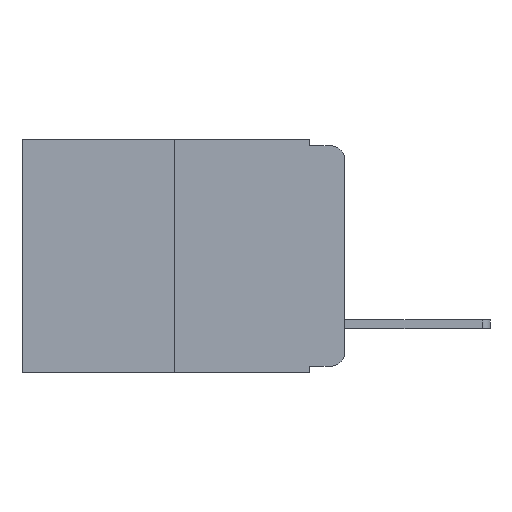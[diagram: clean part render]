
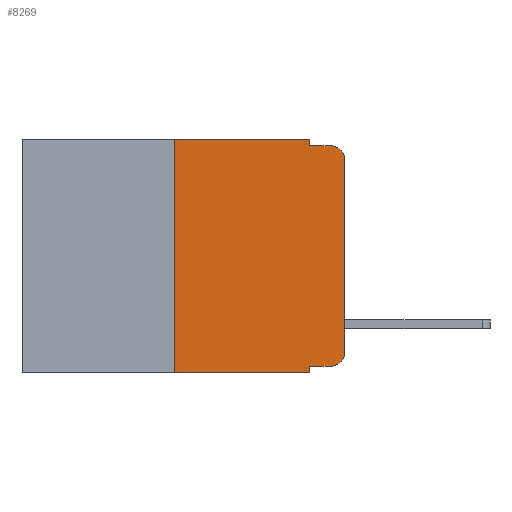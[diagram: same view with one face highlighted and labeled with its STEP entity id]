
A CAD part, left-side view. The second image highlights one B-rep face of the part: STEP entity #8269.
In plain terms, the highlighted planar face has unit normal (-1, 0, 0).
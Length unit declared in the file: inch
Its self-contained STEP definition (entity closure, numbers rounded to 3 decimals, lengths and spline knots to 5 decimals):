
#79 = DIRECTION ( 'NONE',  ( -1., 0., 0. ) ) ;
#296 = EDGE_CURVE ( 'NONE', #7861, #4242, #6747, .T. ) ;
#540 = VECTOR ( 'NONE', #1340, 39.37008 ) ;
#556 = CARTESIAN_POINT ( 'NONE',  ( 0., 0.051, -0.333 ) ) ;
#766 = ORIENTED_EDGE ( 'NONE', *, *, #296, .F. ) ;
#1340 = DIRECTION ( 'NONE',  ( 0., 0., -1. ) ) ;
#1428 = DIRECTION ( 'NONE',  ( 0., -1., 0. ) ) ;
#2382 = CARTESIAN_POINT ( 'NONE',  ( 0., 0.02, -0.333 ) ) ;
#2433 = CARTESIAN_POINT ( 'NONE',  ( 0., 0.051, -0.343 ) ) ;
#2441 = CARTESIAN_POINT ( 'NONE',  ( 0., 0.051, 0. ) ) ;
#2667 = VECTOR ( 'NONE', #3867, 39.37008 ) ;
#2717 = VECTOR ( 'NONE', #15518, 39.37008 ) ;
#2889 = ORIENTED_EDGE ( 'NONE', *, *, #11971, .T. ) ;
#2923 = VERTEX_POINT ( 'NONE', #2441 ) ;
#3079 = VERTEX_POINT ( 'NONE', #11903 ) ;
#3130 = ORIENTED_EDGE ( 'NONE', *, *, #6841, .F. ) ;
#3592 = VECTOR ( 'NONE', #13989, 39.37008 ) ;
#3715 = CARTESIAN_POINT ( 'NONE',  ( 0., 0.473, 0. ) ) ;
#3736 = EDGE_CURVE ( 'NONE', #16036, #13983, #18182, .T. ) ;
#3867 = DIRECTION ( 'NONE',  ( 0., -1., 0. ) ) ;
#4242 = VERTEX_POINT ( 'NONE', #16670 ) ;
#4387 = EDGE_CURVE ( 'NONE', #3079, #4242, #9371, .T. ) ;
#4576 = ORIENTED_EDGE ( 'NONE', *, *, #15853, .T. ) ;
#5019 = AXIS2_PLACEMENT_3D ( 'NONE', #11389, #11233, #12236 ) ;
#5278 = DIRECTION ( 'NONE',  ( 1., 0., 0. ) ) ;
#5919 = LINE ( 'NONE', #18791, #13224 ) ;
#6063 = VERTEX_POINT ( 'NONE', #13112 ) ;
#6215 = LINE ( 'NONE', #14830, #17180 ) ;
#6451 = CARTESIAN_POINT ( 'NONE',  ( 0., 0.473, -0.343 ) ) ;
#6585 = VERTEX_POINT ( 'NONE', #2433 ) ;
#6652 = LINE ( 'NONE', #6451, #13882 ) ;
#6747 = LINE ( 'NONE', #13327, #2667 ) ;
#6758 = CARTESIAN_POINT ( 'NONE',  ( 0., 0.25, -0.343 ) ) ;
#6841 = EDGE_CURVE ( 'NONE', #16036, #6585, #8606, .T. ) ;
#7275 = LINE ( 'NONE', #12693, #2717 ) ;
#7663 = LINE ( 'NONE', #16841, #3592 ) ;
#7861 = VERTEX_POINT ( 'NONE', #17176 ) ;
#8268 = VERTEX_POINT ( 'NONE', #6758 ) ;
#8269 = ADVANCED_FACE ( 'NONE', ( #15027 ), #14016, .F. ) ;
#8289 = EDGE_LOOP ( 'NONE', ( #2889, #15516, #766, #8818, #9270, #10189, #18067, #3130, #14871, #4576 ) ) ;
#8606 = LINE ( 'NONE', #17896, #540 ) ;
#8818 = ORIENTED_EDGE ( 'NONE', *, *, #16416, .F. ) ;
#9151 = CARTESIAN_POINT ( 'NONE',  ( 0., 0.02, -0.313 ) ) ;
#9270 = ORIENTED_EDGE ( 'NONE', *, *, #10325, .F. ) ;
#9371 = CIRCLE ( 'NONE', #5019, 0.02 ) ;
#9389 = EDGE_CURVE ( 'NONE', #8268, #6585, #6652, .T. ) ;
#9474 = CIRCLE ( 'NONE', #17387, 0.02 ) ;
#10189 = ORIENTED_EDGE ( 'NONE', *, *, #15504, .F. ) ;
#10325 = EDGE_CURVE ( 'NONE', #6063, #2923, #5919, .T. ) ;
#10616 = DIRECTION ( 'NONE',  ( 0., 0., -1. ) ) ;
#10767 = DIRECTION ( 'NONE',  ( 0., -1., 0. ) ) ;
#10770 = CARTESIAN_POINT ( 'NONE',  ( 0., 0.051, -0.333 ) ) ;
#11233 = DIRECTION ( 'NONE',  ( -1., 0., 0. ) ) ;
#11389 = CARTESIAN_POINT ( 'NONE',  ( 0., 0.02, -0.03 ) ) ;
#11903 = CARTESIAN_POINT ( 'NONE',  ( 0., 0., -0.03 ) ) ;
#11971 = EDGE_CURVE ( 'NONE', #15829, #3079, #7275, .T. ) ;
#12236 = DIRECTION ( 'NONE',  ( 0., 0., -1. ) ) ;
#12255 = DIRECTION ( 'NONE',  ( 0., -1., 0. ) ) ;
#12693 = CARTESIAN_POINT ( 'NONE',  ( 0., 0., 0. ) ) ;
#13112 = CARTESIAN_POINT ( 'NONE',  ( 0., 0.25, 0. ) ) ;
#13224 = VECTOR ( 'NONE', #1428, 39.37008 ) ;
#13327 = CARTESIAN_POINT ( 'NONE',  ( 0., 0.051, -0.01 ) ) ;
#13882 = VECTOR ( 'NONE', #12255, 39.37008 ) ;
#13983 = VERTEX_POINT ( 'NONE', #2382 ) ;
#13989 = DIRECTION ( 'NONE',  ( 0., 0., 1. ) ) ;
#14016 = PLANE ( 'NONE',  #17037 ) ;
#14830 = CARTESIAN_POINT ( 'NONE',  ( 0., 0.051, 0. ) ) ;
#14871 = ORIENTED_EDGE ( 'NONE', *, *, #3736, .T. ) ;
#14973 = VECTOR ( 'NONE', #10767, 39.37008 ) ;
#15027 = FACE_OUTER_BOUND ( 'NONE', #8289, .T. ) ;
#15429 = DIRECTION ( 'NONE',  ( 0., 0., -1. ) ) ;
#15504 = EDGE_CURVE ( 'NONE', #8268, #6063, #7663, .T. ) ;
#15516 = ORIENTED_EDGE ( 'NONE', *, *, #4387, .T. ) ;
#15518 = DIRECTION ( 'NONE',  ( 0., 0., 1. ) ) ;
#15829 = VERTEX_POINT ( 'NONE', #17537 ) ;
#15853 = EDGE_CURVE ( 'NONE', #13983, #15829, #9474, .T. ) ;
#16036 = VERTEX_POINT ( 'NONE', #556 ) ;
#16212 = DIRECTION ( 'NONE',  ( 0., 0., -1. ) ) ;
#16416 = EDGE_CURVE ( 'NONE', #2923, #7861, #6215, .T. ) ;
#16670 = CARTESIAN_POINT ( 'NONE',  ( 0., 0.02, -0.01 ) ) ;
#16841 = CARTESIAN_POINT ( 'NONE',  ( 0., 0.25, 0. ) ) ;
#17037 = AXIS2_PLACEMENT_3D ( 'NONE', #3715, #5278, #15429 ) ;
#17176 = CARTESIAN_POINT ( 'NONE',  ( 0., 0.051, -0.01 ) ) ;
#17180 = VECTOR ( 'NONE', #16212, 39.37008 ) ;
#17387 = AXIS2_PLACEMENT_3D ( 'NONE', #9151, #79, #10616 ) ;
#17537 = CARTESIAN_POINT ( 'NONE',  ( 0., 0., -0.313 ) ) ;
#17896 = CARTESIAN_POINT ( 'NONE',  ( 0., 0.051, 0. ) ) ;
#18067 = ORIENTED_EDGE ( 'NONE', *, *, #9389, .T. ) ;
#18182 = LINE ( 'NONE', #10770, #14973 ) ;
#18791 = CARTESIAN_POINT ( 'NONE',  ( 0., 0.473, 0. ) ) ;
